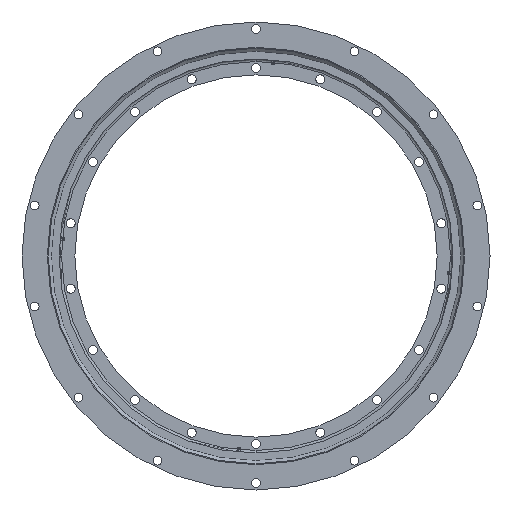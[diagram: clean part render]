
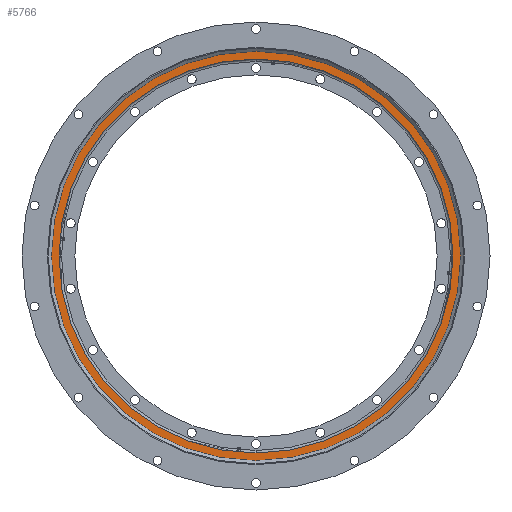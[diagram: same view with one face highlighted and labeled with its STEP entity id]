
A CAD part, front view. The second image highlights one B-rep face of the part: STEP entity #5766.
In plain terms, the highlighted planar face has unit normal (0, -1, 0).
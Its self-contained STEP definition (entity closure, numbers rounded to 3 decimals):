
#197 = CIRCLE ( 'NONE', #604, 399. ) ;
#218 = CARTESIAN_POINT ( 'NONE',  ( 0., -18., -418.25 ) ) ;
#445 = CARTESIAN_POINT ( 'NONE',  ( 0., -18., -399. ) ) ;
#604 = AXIS2_PLACEMENT_3D ( 'NONE', #8489, #9714, #1776 ) ;
#655 = ORIENTED_EDGE ( 'NONE', *, *, #9288, .T. ) ;
#667 = DIRECTION ( 'NONE',  ( 0., 0., 1. ) ) ;
#1318 = CIRCLE ( 'NONE', #6424, 399. ) ;
#1500 = DIRECTION ( 'NONE',  ( 0., 1., 0. ) ) ;
#1553 = DIRECTION ( 'NONE',  ( 0., 0., 1. ) ) ;
#1776 = DIRECTION ( 'NONE',  ( 0., 0., 1. ) ) ;
#1802 = DIRECTION ( 'NONE',  ( 0., 1., 0. ) ) ;
#1969 = DIRECTION ( 'NONE',  ( 0., 0., 1. ) ) ;
#2012 = ORIENTED_EDGE ( 'NONE', *, *, #3159, .F. ) ;
#2761 = EDGE_CURVE ( 'NONE', #9094, #4978, #197, .T. ) ;
#3159 = EDGE_CURVE ( 'NONE', #7647, #7980, #9474, .T. ) ;
#3375 = ORIENTED_EDGE ( 'NONE', *, *, #2761, .T. ) ;
#3554 = AXIS2_PLACEMENT_3D ( 'NONE', #7856, #1500, #1553 ) ;
#4753 = CARTESIAN_POINT ( 'NONE',  ( 0., -18., 418.25 ) ) ;
#4765 = EDGE_CURVE ( 'NONE', #7980, #7647, #4824, .T. ) ;
#4824 = CIRCLE ( 'NONE', #6529, 418.25 ) ;
#4978 = VERTEX_POINT ( 'NONE', #445 ) ;
#5417 = DIRECTION ( 'NONE',  ( 0., 1., 0. ) ) ;
#5727 = EDGE_LOOP ( 'NONE', ( #2012, #8318 ) ) ;
#5766 = ADVANCED_FACE ( 'NONE', ( #6927, #7171 ), #9573, .F. ) ;
#6249 = EDGE_LOOP ( 'NONE', ( #3375, #655 ) ) ;
#6279 = AXIS2_PLACEMENT_3D ( 'NONE', #10088, #9805, #9667 ) ;
#6424 = AXIS2_PLACEMENT_3D ( 'NONE', #10057, #1802, #1969 ) ;
#6529 = AXIS2_PLACEMENT_3D ( 'NONE', #7540, #5417, #667 ) ;
#6927 = FACE_BOUND ( 'NONE', #6249, .T. ) ;
#7171 = FACE_OUTER_BOUND ( 'NONE', #5727, .T. ) ;
#7540 = CARTESIAN_POINT ( 'NONE',  ( 0., -18., 0. ) ) ;
#7647 = VERTEX_POINT ( 'NONE', #4753 ) ;
#7856 = CARTESIAN_POINT ( 'NONE',  ( 0., -18., 0. ) ) ;
#7980 = VERTEX_POINT ( 'NONE', #218 ) ;
#8318 = ORIENTED_EDGE ( 'NONE', *, *, #4765, .F. ) ;
#8489 = CARTESIAN_POINT ( 'NONE',  ( 0., -18., 0. ) ) ;
#9094 = VERTEX_POINT ( 'NONE', #10408 ) ;
#9288 = EDGE_CURVE ( 'NONE', #4978, #9094, #1318, .T. ) ;
#9474 = CIRCLE ( 'NONE', #3554, 418.25 ) ;
#9573 = PLANE ( 'NONE',  #6279 ) ;
#9667 = DIRECTION ( 'NONE',  ( 0., 0., 1. ) ) ;
#9714 = DIRECTION ( 'NONE',  ( 0., 1., 0. ) ) ;
#9805 = DIRECTION ( 'NONE',  ( 0., 1., 0. ) ) ;
#10057 = CARTESIAN_POINT ( 'NONE',  ( 0., -18., 0. ) ) ;
#10088 = CARTESIAN_POINT ( 'NONE',  ( 0., -18., 367. ) ) ;
#10408 = CARTESIAN_POINT ( 'NONE',  ( 0., -18., 399. ) ) ;
